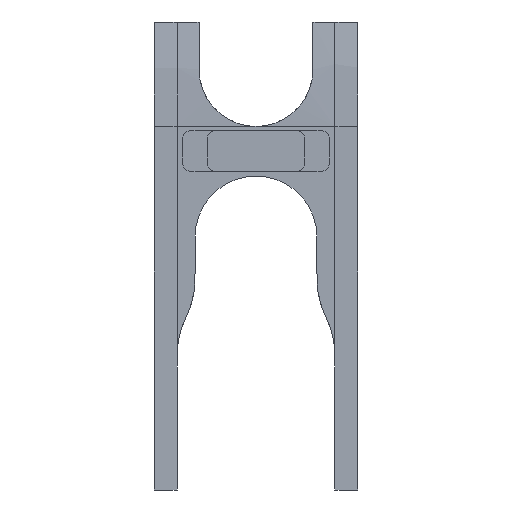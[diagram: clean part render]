
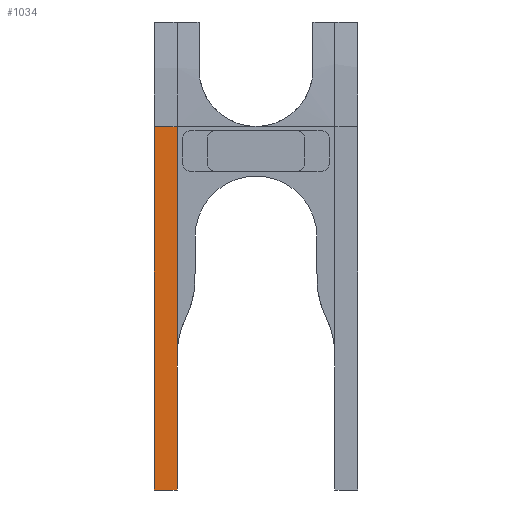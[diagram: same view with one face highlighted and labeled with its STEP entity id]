
A CAD part, front view. The second image highlights one B-rep face of the part: STEP entity #1034.
In plain terms, the highlighted planar face has unit normal (0, -1, 0).
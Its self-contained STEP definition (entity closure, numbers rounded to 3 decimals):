
#24 = LINE ( 'NONE', #1565, #48 ) ;
#25 = CARTESIAN_POINT ( 'NONE',  ( -97., -27., -572. ) ) ;
#48 = VECTOR ( 'NONE', #833, 1000. ) ;
#63 = EDGE_CURVE ( 'NONE', #903, #574, #24, .T. ) ;
#73 = VERTEX_POINT ( 'NONE', #797 ) ;
#84 = EDGE_CURVE ( 'NONE', #617, #1856, #440, .T. ) ;
#149 = CARTESIAN_POINT ( 'NONE',  ( -97., -27., -572. ) ) ;
#261 = ORIENTED_EDGE ( 'NONE', *, *, #2385, .F. ) ;
#279 = LINE ( 'NONE', #506, #673 ) ;
#286 = VERTEX_POINT ( 'NONE', #2314 ) ;
#440 = LINE ( 'NONE', #869, #734 ) ;
#470 = ORIENTED_EDGE ( 'NONE', *, *, #1082, .F. ) ;
#506 = CARTESIAN_POINT ( 'NONE',  ( -97., -27., 0. ) ) ;
#507 = CARTESIAN_POINT ( 'NONE',  ( -125., -27., -572. ) ) ;
#574 = VERTEX_POINT ( 'NONE', #1071 ) ;
#617 = VERTEX_POINT ( 'NONE', #944 ) ;
#673 = VECTOR ( 'NONE', #2496, 1000. ) ;
#700 = EDGE_CURVE ( 'NONE', #73, #903, #1326, .T. ) ;
#727 = DIRECTION ( 'NONE',  ( 0., 0., -1. ) ) ;
#734 = VECTOR ( 'NONE', #1632, 1000. ) ;
#797 = CARTESIAN_POINT ( 'NONE',  ( -125., -27., -452. ) ) ;
#833 = DIRECTION ( 'NONE',  ( 1., 0., 0. ) ) ;
#835 = DIRECTION ( 'NONE',  ( 0., 0., -1. ) ) ;
#869 = CARTESIAN_POINT ( 'NONE',  ( -97., -27., -572. ) ) ;
#897 = CARTESIAN_POINT ( 'NONE',  ( -125., -27., 0. ) ) ;
#903 = VERTEX_POINT ( 'NONE', #1769 ) ;
#940 = DIRECTION ( 'NONE',  ( -1., 0., 0. ) ) ;
#944 = CARTESIAN_POINT ( 'NONE',  ( -97., -27., -452. ) ) ;
#957 = EDGE_CURVE ( 'NONE', #286, #617, #1822, .T. ) ;
#1034 = ADVANCED_FACE ( 'NONE', ( #2491 ), #2120, .T. ) ;
#1071 = CARTESIAN_POINT ( 'NONE',  ( -97., -27., -125. ) ) ;
#1082 = EDGE_CURVE ( 'NONE', #2102, #73, #1913, .T. ) ;
#1095 = DIRECTION ( 'NONE',  ( 0., 0., 1. ) ) ;
#1123 = CARTESIAN_POINT ( 'NONE',  ( -97., -27., -572. ) ) ;
#1277 = CARTESIAN_POINT ( 'NONE',  ( 0., -27., 0. ) ) ;
#1287 = DIRECTION ( 'NONE',  ( 0., 0., 1. ) ) ;
#1323 = LINE ( 'NONE', #1123, #2542 ) ;
#1326 = LINE ( 'NONE', #1735, #1818 ) ;
#1565 = CARTESIAN_POINT ( 'NONE',  ( -125., -27., -125. ) ) ;
#1632 = DIRECTION ( 'NONE',  ( 0., 0., -1. ) ) ;
#1686 = VECTOR ( 'NONE', #1287, 1000. ) ;
#1735 = CARTESIAN_POINT ( 'NONE',  ( -125., -27., 0. ) ) ;
#1769 = CARTESIAN_POINT ( 'NONE',  ( -125., -27., -125. ) ) ;
#1816 = EDGE_LOOP ( 'NONE', ( #2214, #2552, #2015, #470, #261, #1936, #2238 ) ) ;
#1818 = VECTOR ( 'NONE', #1095, 1000. ) ;
#1822 = LINE ( 'NONE', #25, #2277 ) ;
#1856 = VERTEX_POINT ( 'NONE', #149 ) ;
#1913 = LINE ( 'NONE', #897, #1686 ) ;
#1936 = ORIENTED_EDGE ( 'NONE', *, *, #84, .F. ) ;
#2015 = ORIENTED_EDGE ( 'NONE', *, *, #700, .F. ) ;
#2102 = VERTEX_POINT ( 'NONE', #507 ) ;
#2111 = AXIS2_PLACEMENT_3D ( 'NONE', #1277, #2506, #727 ) ;
#2120 = PLANE ( 'NONE',  #2111 ) ;
#2214 = ORIENTED_EDGE ( 'NONE', *, *, #2427, .F. ) ;
#2238 = ORIENTED_EDGE ( 'NONE', *, *, #957, .F. ) ;
#2277 = VECTOR ( 'NONE', #835, 1000. ) ;
#2314 = CARTESIAN_POINT ( 'NONE',  ( -97., -27., -412. ) ) ;
#2385 = EDGE_CURVE ( 'NONE', #1856, #2102, #1323, .T. ) ;
#2427 = EDGE_CURVE ( 'NONE', #574, #286, #279, .T. ) ;
#2491 = FACE_OUTER_BOUND ( 'NONE', #1816, .T. ) ;
#2496 = DIRECTION ( 'NONE',  ( 0., 0., -1. ) ) ;
#2506 = DIRECTION ( 'NONE',  ( 0., -1., 0. ) ) ;
#2542 = VECTOR ( 'NONE', #940, 1000. ) ;
#2552 = ORIENTED_EDGE ( 'NONE', *, *, #63, .F. ) ;
